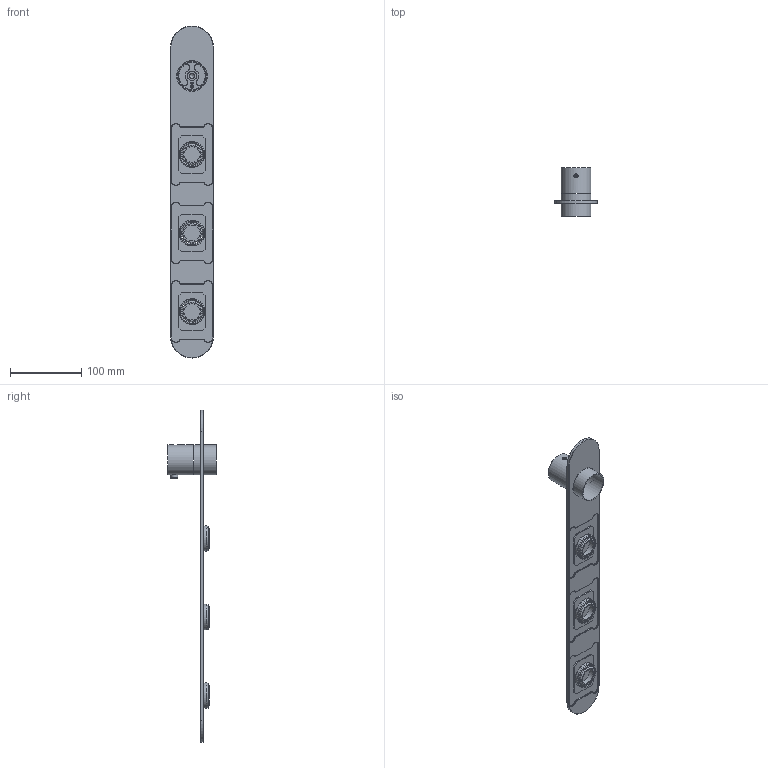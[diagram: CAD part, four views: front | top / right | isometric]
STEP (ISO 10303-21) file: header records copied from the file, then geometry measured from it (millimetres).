
FILE_DESCRIPTION(/* description */ ('Unknown'),/* implementation_level */ '2;1');
FILE_NAME(/* name */ 'PB050',/* time_stamp */ '2020-03-23T15:50:23+01:00',/* author */ ('Unknown'),/* organization */ ('Unknown'),/* preprocessor_version */ 'ST-DEVELOPER v16.7',/* originating_system */ 'DEX',/* authorisation */ $);
FILE_SCHEMA (('AUTOMOTIVE_DESIGN {1 0 10303 214 3 1 1}'));
Length unit declared in the file: millimetre
Products named in the file (14): PB050; PBQ050EXT-00_oa_0; gruppo pulsante(BOM)_oa_1; porta pulsante HW(00K4.01.235); F100900325+P1009KC500100_63 soffione; gruppo pulsante(BOM)_0_oa_2; F100900325+P1009KC500100_63 doccia; gruppo pulsante(BOM)_1_oa_3; F100900325+P1009KC500100_63 bodyjet; SIXTY ottone_00G8.01.999_oa_4; bottone_0083.01.285(0083.01.285); man cilindrica 42_00G8.01.065(00G8.01.065); placca 0K8R arrot(0K8R.01.001); anello cromo_2A010025
Assembly tree (15 placements, depth 4):
  PB050
    PBQ050EXT-00_oa_0
      gruppo pulsante(BOM)_oa_1
        porta pulsante HW(00K4.01.235)
        F100900325+P1009KC500100_63 soffione
      gruppo pulsante(BOM)_0_oa_2
        porta pulsante HW(00K4.01.235)
        F100900325+P1009KC500100_63 doccia
      gruppo pulsante(BOM)_1_oa_3
        porta pulsante HW(00K4.01.235)
        F100900325+P1009KC500100_63 bodyjet
      SIXTY ottone_00G8.01.999_oa_4
        bottone_0083.01.285(0083.01.285)
        man cilindrica 42_00G8.01.065(00G8.01.065)
      placca 0K8R arrot(0K8R.01.001)
      anello cromo_2A010025
Bounding box: 60 x 68.3 x 465 mm (x, y, z)
Volume: 112028.7 mm3; surface area: 95393.3 mm2
Topology: 10 solids, 10 shells, 791 faces, 1879 edges, 1215 vertices
Faces by surface type: plane 402, cylinder 196, cone 80, bspline 70, torus 39, sphere 4
Full cylindrical faces by diameter (mm): 0.521 x30, 0.6 x16, 0.62 x12, 2.459 x1, 3.2 x1, 4.134 x1, 4.5 x1, 5.2 x1, 7 x1, 7.5 x1, 10 x2, 10.2 x1, 13 x1, 26.2 x3, 28.95 x3, 29.4 x3, 29.5 x3, 32.1 x3, 33.6 x3, 34.8 x3, 35.4 x3, 35.8 x6, 36 x3, 38 x4, 40 x1, 42 x2, 42.5 x2, 44.8 x1
Entity records: 27831 total; most frequent: CARTESIAN_POINT 6562, DIRECTION 3357, ORIENTED_EDGE 3306, EDGE_CURVE 1653, AXIS2_PLACEMENT_3D 1206, VERTEX_POINT 1154, FACE_BOUND 1031, EDGE_LOOP 1029
